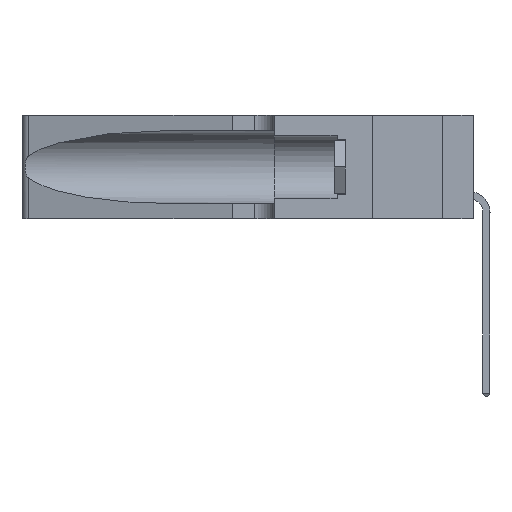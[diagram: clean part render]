
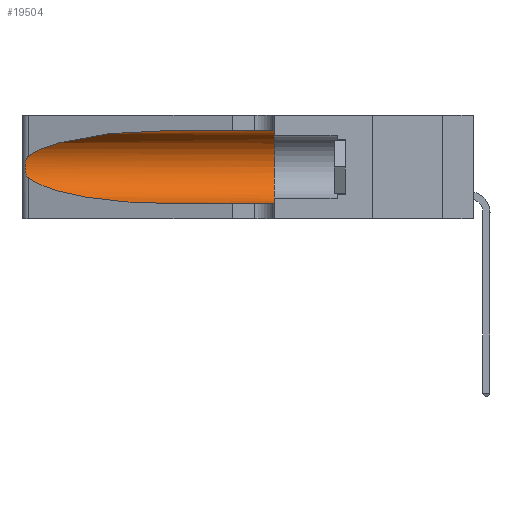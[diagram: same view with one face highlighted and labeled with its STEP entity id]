
A CAD part, left-side view. The second image highlights one B-rep face of the part: STEP entity #19504.
In plain terms, the highlighted cylindrical face has radius 3.308 mm (diameter 6.617 mm), a partial arc.
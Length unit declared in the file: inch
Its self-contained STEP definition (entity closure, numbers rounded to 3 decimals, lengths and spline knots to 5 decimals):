
#723 = ORIENTED_EDGE ( 'NONE', *, *, #19508, .T. ) ;
#987 = CARTESIAN_POINT ( 'NONE',  ( 0.25854, 1.2359, 0.20912 ) ) ;
#1171 = CARTESIAN_POINT ( 'NONE',  ( 0.18966, 0.96281, 0.05475 ) ) ;
#1459 = CYLINDRICAL_SURFACE ( 'NONE', #7207, 0.13025 ) ;
#1577 = CARTESIAN_POINT ( 'NONE',  ( 0.1305, 0.72297, 0.31525 ) ) ;
#2718 = ORIENTED_EDGE ( 'NONE', *, *, #22092, .T. ) ;
#2952 = CARTESIAN_POINT ( 'NONE',  ( 0.1305, 0.72297, 0.05475 ) ) ;
#2990 = LINE ( 'NONE', #18260, #21641 ) ;
#3442 = CARTESIAN_POINT ( 'NONE',  ( 0.18966, 0.96281, 0.31525 ) ) ;
#3451 = CARTESIAN_POINT ( 'NONE',  ( 0.1305, 0.35, 0.05475 ) ) ;
#4165 = DIRECTION ( 'NONE',  ( 0., 1., 0. ) ) ;
#4943 = ORIENTED_EDGE ( 'NONE', *, *, #11427, .F. ) ;
#4945 = CIRCLE ( 'NONE', #13556, 0.13025 ) ;
#5224 = CARTESIAN_POINT ( 'NONE',  ( 0.25487, 1.22718, 0.14631 ) ) ;
#5615 = DIRECTION ( 'NONE',  ( 0., -1., 0. ) ) ;
#6327 = B_SPLINE_CURVE_WITH_KNOTS ( 'NONE', 3,
 ( #22778, #22865, #6601, #10221, #987, #19299, #15524, #11932, #13766, #15673, #10295, #15748, #20845, #11852 ),
 .UNSPECIFIED., .F., .F.,
 ( 4, 2, 2, 2, 2, 2, 4 ),
 ( 0., 0.00027, 0.00053, 0.00107, 0.0016, 0.00187, 0.00214 ),
 .UNSPECIFIED. ) ;
#6601 = CARTESIAN_POINT ( 'NONE',  ( 0.25639, 1.23184, 0.21858 ) ) ;
#7207 = AXIS2_PLACEMENT_3D ( 'NONE', #23371, #23295, #12358 ) ;
#8089 = EDGE_CURVE ( 'NONE', #22667, #18677, #4945, .T. ) ;
#8183 = CARTESIAN_POINT ( 'NONE',  ( 0.25487, 1.22718, 0.22369 ) ) ;
#8682 = EDGE_CURVE ( 'NONE', #11329, #8841, #6327, .T. ) ;
#8841 = VERTEX_POINT ( 'NONE', #5224 ) ;
#9114 = ORIENTED_EDGE ( 'NONE', *, *, #8089, .F. ) ;
#9254 = CARTESIAN_POINT ( 'NONE',  ( 0.1305, 1.61858, 0.05475 ) ) ;
#9415 = CARTESIAN_POINT ( 'NONE',  ( 0.2373, 1.15595, 0.28018 ) ) ;
#9568 = ORIENTED_EDGE ( 'NONE', *, *, #8682, .T. ) ;
#9609 = DIRECTION ( 'NONE',  ( 0., 0., 1. ) ) ;
#10071 =( BOUNDED_CURVE ( )  B_SPLINE_CURVE ( 3, ( #1577, #3442, #9415, #11457 ),
 .UNSPECIFIED., .F., .F. ) 
 B_SPLINE_CURVE_WITH_KNOTS ( ( 4, 4 ),
 ( 1.5708, 2.84003 ),
 .UNSPECIFIED. ) 
 CURVE ( )  GEOMETRIC_REPRESENTATION_ITEM ( )  RATIONAL_B_SPLINE_CURVE ( ( 1., 0.87, 0.87, 1. ) ) 
 REPRESENTATION_ITEM ( '' )  );
#10221 = CARTESIAN_POINT ( 'NONE',  ( 0.25787, 1.23484, 0.2124 ) ) ;
#10295 = CARTESIAN_POINT ( 'NONE',  ( 0.25789, 1.23486, 0.15765 ) ) ;
#10301 = FACE_OUTER_BOUND ( 'NONE', #20242, .T. ) ;
#10502 =( BOUNDED_CURVE ( )  B_SPLINE_CURVE ( 3, ( #21028, #11963, #1171, #2952 ),
 .UNSPECIFIED., .F., .F. ) 
 B_SPLINE_CURVE_WITH_KNOTS ( ( 4, 4 ),
 ( 3.44316, 4.71239 ),
 .UNSPECIFIED. ) 
 CURVE ( )  GEOMETRIC_REPRESENTATION_ITEM ( )  RATIONAL_B_SPLINE_CURVE ( ( 1., 0.87, 0.87, 1. ) ) 
 REPRESENTATION_ITEM ( '' )  );
#11028 = CARTESIAN_POINT ( 'NONE',  ( 0.1305, 0.72297, 0.31525 ) ) ;
#11329 = VERTEX_POINT ( 'NONE', #8183 ) ;
#11427 = EDGE_CURVE ( 'NONE', #12864, #22667, #2990, .T. ) ;
#11457 = CARTESIAN_POINT ( 'NONE',  ( 0.25487, 1.22718, 0.22369 ) ) ;
#11852 = CARTESIAN_POINT ( 'NONE',  ( 0.25487, 1.22718, 0.14631 ) ) ;
#11932 = CARTESIAN_POINT ( 'NONE',  ( 0.26075, 1.23896, 0.178 ) ) ;
#11963 = CARTESIAN_POINT ( 'NONE',  ( 0.2373, 1.15595, 0.08982 ) ) ;
#12358 = DIRECTION ( 'NONE',  ( 0., 0., -1. ) ) ;
#12864 = VERTEX_POINT ( 'NONE', #11028 ) ;
#13298 = CARTESIAN_POINT ( 'NONE',  ( 0.1305, 0.35, 0.185 ) ) ;
#13556 = AXIS2_PLACEMENT_3D ( 'NONE', #13298, #4165, #9609 ) ;
#13766 = CARTESIAN_POINT ( 'NONE',  ( 0.26017, 1.23833, 0.17102 ) ) ;
#14542 = DIRECTION ( 'NONE',  ( 0., -1., 0. ) ) ;
#15524 = CARTESIAN_POINT ( 'NONE',  ( 0.26075, 1.23896, 0.19203 ) ) ;
#15673 = CARTESIAN_POINT ( 'NONE',  ( 0.25856, 1.23593, 0.16098 ) ) ;
#15748 = CARTESIAN_POINT ( 'NONE',  ( 0.25639, 1.23186, 0.15144 ) ) ;
#16517 = CARTESIAN_POINT ( 'NONE',  ( 0.1305, 0.35, 0.31525 ) ) ;
#18260 = CARTESIAN_POINT ( 'NONE',  ( 0.1305, 1.61858, 0.31525 ) ) ;
#18677 = VERTEX_POINT ( 'NONE', #3451 ) ;
#19022 = EDGE_CURVE ( 'NONE', #8841, #22887, #10502, .T. ) ;
#19299 = CARTESIAN_POINT ( 'NONE',  ( 0.26018, 1.23835, 0.19895 ) ) ;
#19418 = VECTOR ( 'NONE', #5615, 39.37008 ) ;
#19504 = ADVANCED_FACE ( 'NONE', ( #10301 ), #1459, .F. ) ;
#19508 = EDGE_CURVE ( 'NONE', #12864, #11329, #10071, .T. ) ;
#20242 = EDGE_LOOP ( 'NONE', ( #723, #9568, #21101, #2718, #9114, #4943 ) ) ;
#20845 = CARTESIAN_POINT ( 'NONE',  ( 0.25555, 1.22993, 0.14849 ) ) ;
#21028 = CARTESIAN_POINT ( 'NONE',  ( 0.25487, 1.22718, 0.14631 ) ) ;
#21092 = LINE ( 'NONE', #9254, #19418 ) ;
#21101 = ORIENTED_EDGE ( 'NONE', *, *, #19022, .T. ) ;
#21641 = VECTOR ( 'NONE', #14542, 39.37008 ) ;
#22092 = EDGE_CURVE ( 'NONE', #22887, #18677, #21092, .T. ) ;
#22667 = VERTEX_POINT ( 'NONE', #16517 ) ;
#22778 = CARTESIAN_POINT ( 'NONE',  ( 0.25487, 1.22718, 0.22369 ) ) ;
#22865 = CARTESIAN_POINT ( 'NONE',  ( 0.25555, 1.22994, 0.2215 ) ) ;
#22887 = VERTEX_POINT ( 'NONE', #23046 ) ;
#23046 = CARTESIAN_POINT ( 'NONE',  ( 0.1305, 0.72297, 0.05475 ) ) ;
#23295 = DIRECTION ( 'NONE',  ( 0., -1., 0. ) ) ;
#23371 = CARTESIAN_POINT ( 'NONE',  ( 0.1305, 1.61858, 0.185 ) ) ;
